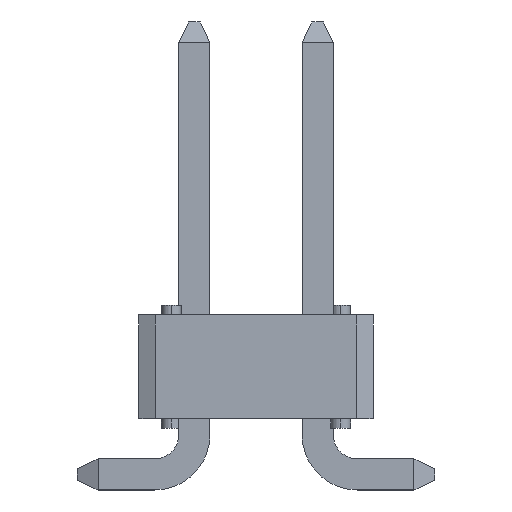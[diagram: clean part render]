
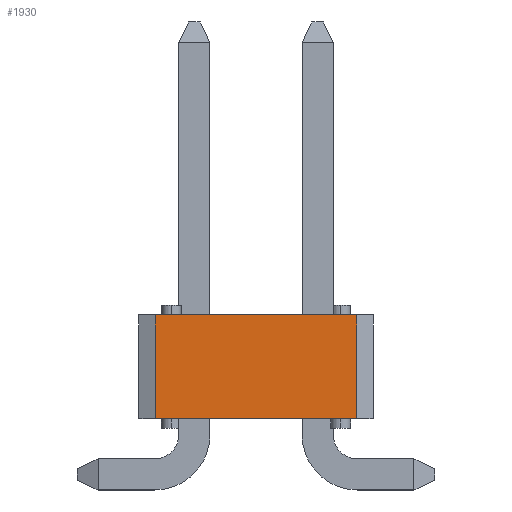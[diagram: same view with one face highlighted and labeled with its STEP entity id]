
A CAD part, left-side view. The second image highlights one B-rep face of the part: STEP entity #1930.
In plain terms, the highlighted planar face has unit normal (-1, 0, 0).
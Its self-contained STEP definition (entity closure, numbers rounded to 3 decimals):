
#168 = VERTEX_POINT('',#169);
#169 = CARTESIAN_POINT('',(-7.62,-2.075,3.61));
#175 = EDGE_CURVE('',#176,#168,#178,.T.);
#176 = VERTEX_POINT('',#177);
#177 = CARTESIAN_POINT('',(-7.62,2.075,3.61));
#178 = LINE('',#179,#180);
#179 = CARTESIAN_POINT('',(-7.62,2.075,3.61));
#180 = VECTOR('',#181,1.);
#181 = DIRECTION('',(0.,-1.,0.));
#1911 = EDGE_CURVE('',#176,#1912,#1914,.T.);
#1912 = VERTEX_POINT('',#1913);
#1913 = CARTESIAN_POINT('',(-7.62,2.075,1.47));
#1914 = LINE('',#1915,#1916);
#1915 = CARTESIAN_POINT('',(-7.62,2.075,3.61));
#1916 = VECTOR('',#1917,1.);
#1917 = DIRECTION('',(0.,0.,-1.));
#1930 = ADVANCED_FACE('',(#1931),#1949,.T.);
#1931 = FACE_BOUND('',#1932,.F.);
#1932 = EDGE_LOOP('',(#1933,#1941,#1947,#1948));
#1933 = ORIENTED_EDGE('',*,*,#1934,.T.);
#1934 = EDGE_CURVE('',#168,#1935,#1937,.T.);
#1935 = VERTEX_POINT('',#1936);
#1936 = CARTESIAN_POINT('',(-7.62,-2.075,1.47));
#1937 = LINE('',#1938,#1939);
#1938 = CARTESIAN_POINT('',(-7.62,-2.075,3.61));
#1939 = VECTOR('',#1940,1.);
#1940 = DIRECTION('',(0.,0.,-1.));
#1941 = ORIENTED_EDGE('',*,*,#1942,.T.);
#1942 = EDGE_CURVE('',#1935,#1912,#1943,.T.);
#1943 = LINE('',#1944,#1945);
#1944 = CARTESIAN_POINT('',(-7.62,-2.075,1.47));
#1945 = VECTOR('',#1946,1.);
#1946 = DIRECTION('',(0.,1.,0.));
#1947 = ORIENTED_EDGE('',*,*,#1911,.F.);
#1948 = ORIENTED_EDGE('',*,*,#175,.T.);
#1949 = PLANE('',#1950);
#1950 = AXIS2_PLACEMENT_3D('',#1951,#1952,#1953);
#1951 = CARTESIAN_POINT('',(-7.62,0.,2.54));
#1952 = DIRECTION('',(-1.,0.,0.));
#1953 = DIRECTION('',(0.,1.,0.));
